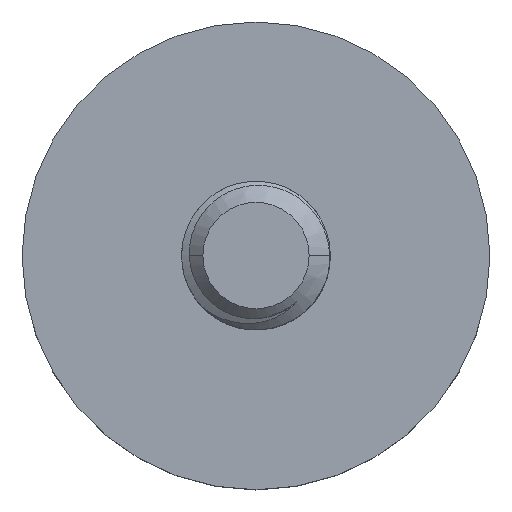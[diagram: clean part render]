
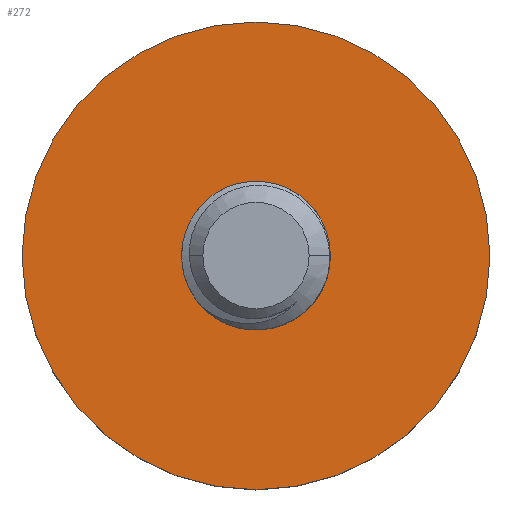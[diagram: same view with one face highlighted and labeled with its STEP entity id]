
A CAD part, top view. The second image highlights one B-rep face of the part: STEP entity #272.
In plain terms, the highlighted planar face has unit normal (0, 0, 1).
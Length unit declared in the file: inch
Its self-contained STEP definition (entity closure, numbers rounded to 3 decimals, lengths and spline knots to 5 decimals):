
#233 = VERTEX_POINT ( 'NONE', #1834 ) ;
#244 = EDGE_CURVE ( 'NONE', #245, #246, #1894, .T. ) ;
#245 = VERTEX_POINT ( 'NONE', #1890 ) ;
#246 = VERTEX_POINT ( 'NONE', #1889 ) ;
#271 = EDGE_CURVE ( 'NONE', #233, #284, #1952, .T. ) ;
#272 = ADVANCED_FACE ( 'NONE', ( #1947, #1946 ), #1985, .T. ) ;
#273 = EDGE_LOOP ( 'NONE', ( #274, #276 ) ) ;
#274 = ORIENTED_EDGE ( 'NONE', *, *, #275, .T. ) ;
#275 = EDGE_CURVE ( 'NONE', #246, #245, #1979, .T. ) ;
#276 = ORIENTED_EDGE ( 'NONE', *, *, #244, .T. ) ;
#277 = EDGE_LOOP ( 'NONE', ( #278, #279 ) ) ;
#278 = ORIENTED_EDGE ( 'NONE', *, *, #283, .T. ) ;
#279 = ORIENTED_EDGE ( 'NONE', *, *, #271, .T. ) ;
#283 = EDGE_CURVE ( 'NONE', #284, #233, #2015, .T. ) ;
#284 = VERTEX_POINT ( 'NONE', #2006 ) ;
#1834 = CARTESIAN_POINT ( 'NONE',  ( 0.04619, 0.09866, 0.05579 ) ) ;
#1889 = CARTESIAN_POINT ( 'NONE',  ( -0.22547, 0.09866, 0.05579 ) ) ;
#1890 = CARTESIAN_POINT ( 'NONE',  ( 0.2076, 0.09866, 0.05579 ) ) ;
#1891 = DIRECTION ( 'NONE',  ( 1., 0., 0. ) ) ;
#1892 = DIRECTION ( 'NONE',  ( 0., 0., 1. ) ) ;
#1893 = AXIS2_PLACEMENT_3D ( 'NONE', #1899, #1892, #1891 ) ;
#1894 = CIRCLE ( 'NONE', #1893, 0.21654 ) ;
#1899 = CARTESIAN_POINT ( 'NONE',  ( -0.00893, 0.09866, 0.05579 ) ) ;
#1946 = FACE_BOUND ( 'NONE', #277, .T. ) ;
#1947 = FACE_OUTER_BOUND ( 'NONE', #273, .T. ) ;
#1948 = DIRECTION ( 'NONE',  ( -1., 0., 0. ) ) ;
#1949 = DIRECTION ( 'NONE',  ( 0., 0., -1. ) ) ;
#1950 = CARTESIAN_POINT ( 'NONE',  ( -0.00893, 0.09866, 0.05579 ) ) ;
#1951 = AXIS2_PLACEMENT_3D ( 'NONE', #1950, #1949, #1948 ) ;
#1952 = CIRCLE ( 'NONE', #1951, 0.05512 ) ;
#1975 = DIRECTION ( 'NONE',  ( 1., 0., 0. ) ) ;
#1976 = DIRECTION ( 'NONE',  ( 0., 0., 1. ) ) ;
#1977 = CARTESIAN_POINT ( 'NONE',  ( -0.00893, 0.09866, 0.05579 ) ) ;
#1978 = AXIS2_PLACEMENT_3D ( 'NONE', #1977, #1976, #1975 ) ;
#1979 = CIRCLE ( 'NONE', #1978, 0.21654 ) ;
#1981 = DIRECTION ( 'NONE',  ( 1., 0., 0. ) ) ;
#1982 = DIRECTION ( 'NONE',  ( 0., 0., 1. ) ) ;
#1983 = CARTESIAN_POINT ( 'NONE',  ( -0.00893, 0.09866, 0.05579 ) ) ;
#1984 = AXIS2_PLACEMENT_3D ( 'NONE', #1983, #1982, #1981 ) ;
#1985 = PLANE ( 'NONE',  #1984 ) ;
#2006 = CARTESIAN_POINT ( 'NONE',  ( -0.06405, 0.09866, 0.05579 ) ) ;
#2007 = DIRECTION ( 'NONE',  ( -1., 0., 0. ) ) ;
#2008 = DIRECTION ( 'NONE',  ( 0., 0., -1. ) ) ;
#2009 = CARTESIAN_POINT ( 'NONE',  ( -0.00893, 0.09866, 0.05579 ) ) ;
#2010 = AXIS2_PLACEMENT_3D ( 'NONE', #2009, #2008, #2007 ) ;
#2015 = CIRCLE ( 'NONE', #2010, 0.05512 ) ;
